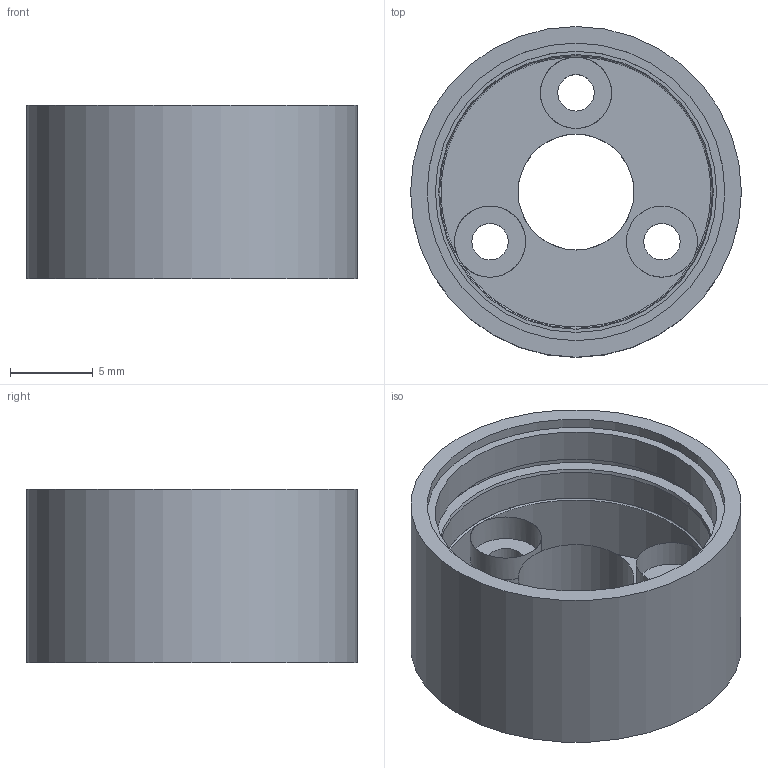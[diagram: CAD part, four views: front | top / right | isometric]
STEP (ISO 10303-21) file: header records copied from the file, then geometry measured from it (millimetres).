
FILE_DESCRIPTION(/* description */ (''),/* implementation_level */ '2;1');
FILE_NAME(/* name */ '20-1_flange_b.stp',/* time_stamp */ '2016-08-26T08:24:04+02:00',/* author */ ('DR. FRITZ FAULHABER GmbH & Co. KG'),/* organization */ ('DR. FRITZ FAULHABER GmbH & Co. KG'),/* preprocessor_version */ 'ST-DEVELOPER v16',/* originating_system */ 'SIEMENS PLM Software NX 10.0',/* authorisation */ '');
FILE_SCHEMA (('AUTOMOTIVE_DESIGN { 1 0 10303 214 3 1 1 1 }'));
Length unit declared in the file: millimetre
Products named in the file (1): F0200011295_D
Bounding box: 20 x 20 x 10.5 mm (x, y, z)
Volume: 1762.9 mm3; surface area: 1776.9 mm2
Topology: 1 solids, 1 shells, 23 faces, 49 edges, 32 vertices
Faces by surface type: cylinder 12, plane 9, cone 1, torus 1
Full cylindrical faces by diameter (mm): 2.2 x3, 4.3 x3, 7 x1, 16.5 x1, 17 x1, 18 x2, 20 x1
Entity records: 542 total; most frequent: DIRECTION 104, CARTESIAN_POINT 77, ORIENTED_EDGE 56, AXIS2_PLACEMENT_3D 52, FACE_BOUND 49, EDGE_LOOP 49, EDGE_CURVE 28, CIRCLE 28
